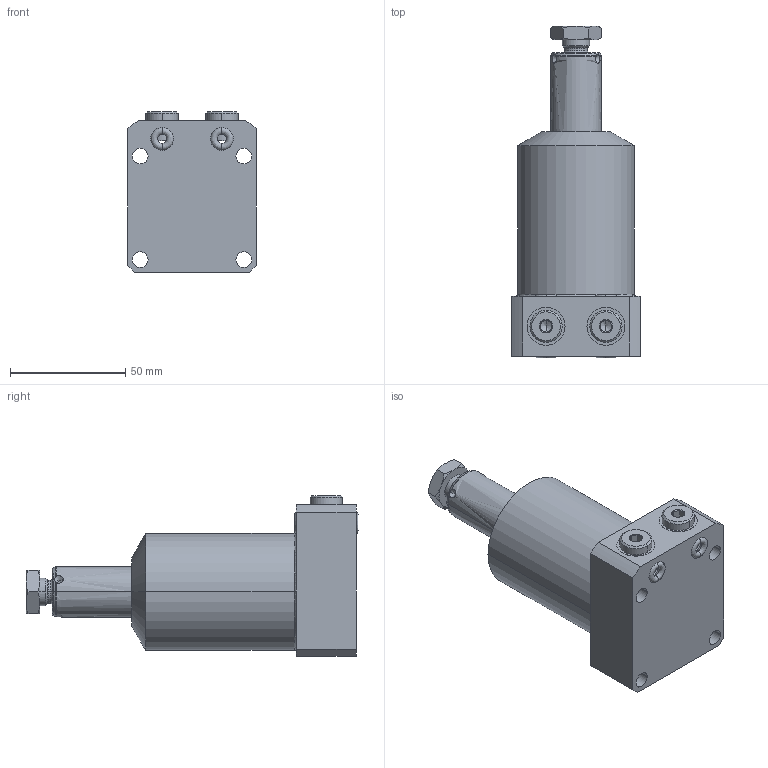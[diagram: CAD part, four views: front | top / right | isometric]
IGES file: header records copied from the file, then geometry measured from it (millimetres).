
Start section:  PTC IGES file: ilcml1414000l.igs
Global section: file name: ilcml1414000l.igs; native system: Pro/ENGINEER by Parametric Technology Corporation; preprocessor: 2007460; author: QAM; organization: Unknown; date: 20130710.113528; units: millimetre
Bounding box: 56 x 144.25 x 69.81 mm (x, y, z)
Surface area: 33476.6 mm2 (no closed solid volume)
Topology: 0 solids, 0 shells, 204 faces, 918 edges, 908 vertices
Faces by surface type: revolution 141, bspline 63
